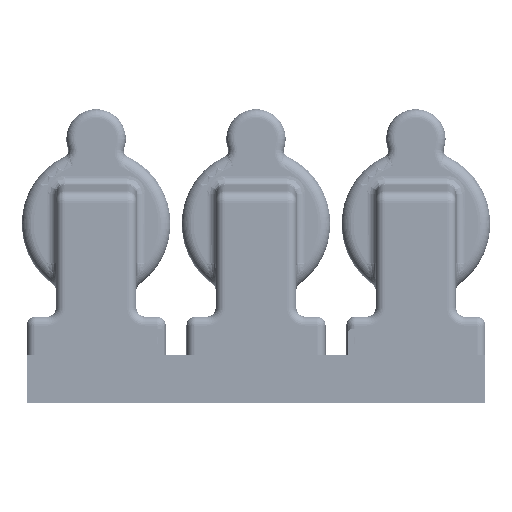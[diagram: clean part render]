
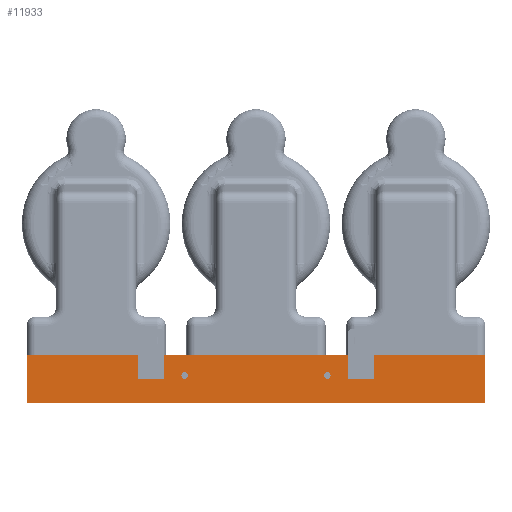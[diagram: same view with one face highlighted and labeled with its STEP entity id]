
A CAD part, left-side view. The second image highlights one B-rep face of the part: STEP entity #11933.
In plain terms, the highlighted planar face has unit normal (-1, 0, 0).
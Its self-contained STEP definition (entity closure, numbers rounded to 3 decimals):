
#11933=ADVANCED_FACE('',(#24212,#24214,#24216),#24218,.T.);
#24212=FACE_BOUND('',#24213,.T.);
#24213=EDGE_LOOP('',(#30147,#30148,#30149,#30150));
#24214=FACE_BOUND('',#24215,.T.);
#24215=EDGE_LOOP('',(#30151));
#24216=FACE_BOUND('',#24217,.T.);
#24217=EDGE_LOOP('',(#30152));
#24218=PLANE('',#24219);
#24219=AXIS2_PLACEMENT_3D('',#24220,#24221,#24222);
#24220=CARTESIAN_POINT('',(0.,80.,-772.));
#24221=DIRECTION('',(-1.,0.,0.));
#24222=DIRECTION('',(0.,-1.,0.));
#30147=ORIENTED_EDGE('',*,*,#33124,.T.);
#30148=ORIENTED_EDGE('',*,*,#33125,.T.);
#30149=ORIENTED_EDGE('',*,*,#33126,.F.);
#30150=ORIENTED_EDGE('',*,*,#33127,.F.);
#30151=ORIENTED_EDGE('',*,*,#33128,.T.);
#30152=ORIENTED_EDGE('',*,*,#33129,.T.);
#33124=EDGE_CURVE('',#37866,#37867,#37868,.T.);
#33125=EDGE_CURVE('',#37867,#37869,#37870,.T.);
#33126=EDGE_CURVE('',#37871,#37869,#37872,.T.);
#33127=EDGE_CURVE('',#37866,#37871,#37873,.T.);
#33128=EDGE_CURVE('',#37874,#37874,#37875,.F.);
#33129=EDGE_CURVE('',#37876,#37876,#37877,.F.);
#37866=VERTEX_POINT('',#50979);
#37867=VERTEX_POINT('',#50980);
#37868=LINE('',#50981,#50982);
#37869=VERTEX_POINT('',#50984);
#37870=LINE('',#50985,#50986);
#37871=VERTEX_POINT('',#50988);
#37872=LINE('',#50989,#50990);
#37873=LINE('',#50992,#50993);
#37874=VERTEX_POINT('',#50995);
#37875=CIRCLE('',#50996,5.5);
#37876=VERTEX_POINT('',#51000);
#37877=CIRCLE('',#51001,5.5);
#50979=CARTESIAN_POINT('',(0.,80.,-772.));
#50980=CARTESIAN_POINT('',(0.,0.,-772.));
#50981=CARTESIAN_POINT('',(0.,80.,-772.));
#50982=VECTOR('',#50983,1.);
#50983=DIRECTION('',(0.,-1.,0.));
#50984=CARTESIAN_POINT('',(0.,0.,0.));
#50985=CARTESIAN_POINT('',(0.,0.,-772.));
#50986=VECTOR('',#50987,1.);
#50987=DIRECTION('',(0.,0.,1.));
#50988=CARTESIAN_POINT('',(0.,80.,0.));
#50989=CARTESIAN_POINT('',(0.,80.,0.));
#50990=VECTOR('',#50991,1.);
#50991=DIRECTION('',(0.,-1.,0.));
#50992=CARTESIAN_POINT('',(0.,80.,-772.));
#50993=VECTOR('',#50994,1.);
#50994=DIRECTION('',(0.,0.,1.));
#50995=CARTESIAN_POINT('',(0.,28.5,-266.));
#50996=AXIS2_PLACEMENT_3D('',#50997,#50998,#50999);
#50997=CARTESIAN_POINT('',(0.,34.,-266.));
#50998=DIRECTION('',(-1.,0.,0.));
#50999=DIRECTION('',(0.,-1.,0.));
#51000=CARTESIAN_POINT('',(0.,28.5,-506.));
#51001=AXIS2_PLACEMENT_3D('',#51002,#51003,#51004);
#51002=CARTESIAN_POINT('',(0.,34.,-506.));
#51003=DIRECTION('',(-1.,0.,0.));
#51004=DIRECTION('',(0.,-1.,0.));
